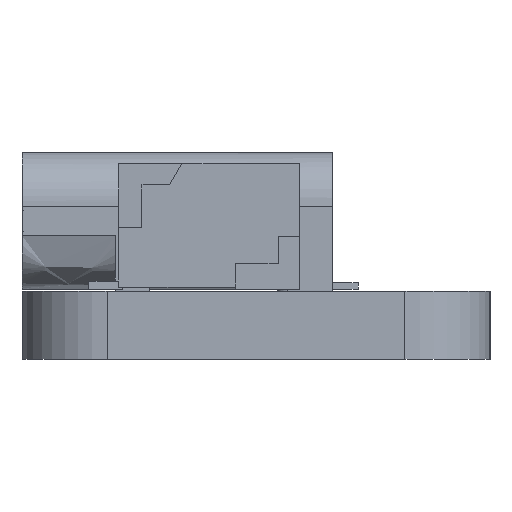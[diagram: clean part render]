
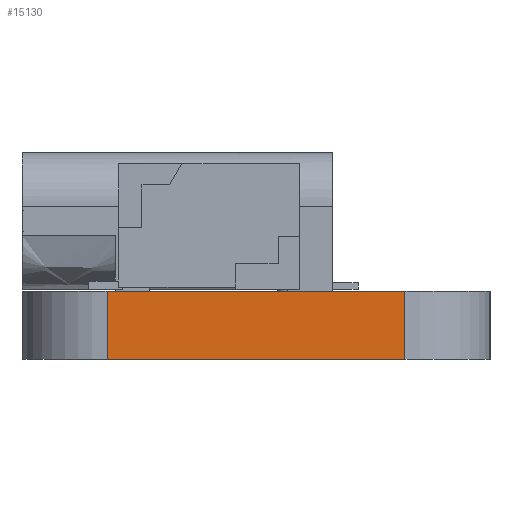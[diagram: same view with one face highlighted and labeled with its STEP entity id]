
A CAD part, left-side view. The second image highlights one B-rep face of the part: STEP entity #15130.
In plain terms, the highlighted planar face has unit normal (-1, 0, 0).
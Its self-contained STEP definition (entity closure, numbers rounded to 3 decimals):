
#14947 = CYLINDRICAL_SURFACE('',#14948,2.);
#14948 = AXIS2_PLACEMENT_3D('',#14949,#14950,#14951);
#14949 = CARTESIAN_POINT('',(-28.5,-2.,0.));
#14950 = DIRECTION('',(-0.,-0.,-1.));
#14951 = DIRECTION('',(1.,0.,-0.));
#14972 = VERTEX_POINT('',#14973);
#14973 = CARTESIAN_POINT('',(-30.5,-2.,1.6));
#14988 = PLANE('',#14989);
#14989 = AXIS2_PLACEMENT_3D('',#14990,#14991,#14992);
#14990 = CARTESIAN_POINT('',(-7.5,-5.5,1.6));
#14991 = DIRECTION('',(0.,0.,1.));
#14992 = DIRECTION('',(1.,0.,-0.));
#15000 = EDGE_CURVE('',#15001,#14972,#15003,.T.);
#15001 = VERTEX_POINT('',#15002);
#15002 = CARTESIAN_POINT('',(-30.5,-2.,0.));
#15003 = SURFACE_CURVE('',#15004,(#15008,#15015),.PCURVE_S1.);
#15004 = LINE('',#15005,#15006);
#15005 = CARTESIAN_POINT('',(-30.5,-2.,0.));
#15006 = VECTOR('',#15007,1.);
#15007 = DIRECTION('',(0.,0.,1.));
#15008 = PCURVE('',#14947,#15009);
#15009 = DEFINITIONAL_REPRESENTATION('',(#15010),#15014);
#15010 = LINE('',#15011,#15012);
#15011 = CARTESIAN_POINT('',(-3.142,0.));
#15012 = VECTOR('',#15013,1.);
#15013 = DIRECTION('',(-0.,-1.));
#15014 = ( GEOMETRIC_REPRESENTATION_CONTEXT(2) 
PARAMETRIC_REPRESENTATION_CONTEXT() REPRESENTATION_CONTEXT('2D SPACE',''
  ) );
#15015 = PCURVE('',#15016,#15021);
#15016 = PLANE('',#15017);
#15017 = AXIS2_PLACEMENT_3D('',#15018,#15019,#15020);
#15018 = CARTESIAN_POINT('',(-30.5,-9.,0.));
#15019 = DIRECTION('',(-1.,0.,0.));
#15020 = DIRECTION('',(0.,1.,0.));
#15021 = DEFINITIONAL_REPRESENTATION('',(#15022),#15026);
#15022 = LINE('',#15023,#15024);
#15023 = CARTESIAN_POINT('',(7.,0.));
#15024 = VECTOR('',#15025,1.);
#15025 = DIRECTION('',(0.,-1.));
#15026 = ( GEOMETRIC_REPRESENTATION_CONTEXT(2) 
PARAMETRIC_REPRESENTATION_CONTEXT() REPRESENTATION_CONTEXT('2D SPACE',''
  ) );
#15043 = PLANE('',#15044);
#15044 = AXIS2_PLACEMENT_3D('',#15045,#15046,#15047);
#15045 = CARTESIAN_POINT('',(-7.5,-5.5,0.));
#15046 = DIRECTION('',(0.,0.,1.));
#15047 = DIRECTION('',(1.,0.,-0.));
#15130 = ADVANCED_FACE('',(#15131),#15016,.T.);
#15131 = FACE_BOUND('',#15132,.T.);
#15132 = EDGE_LOOP('',(#15133,#15163,#15184,#15185));
#15133 = ORIENTED_EDGE('',*,*,#15134,.T.);
#15134 = EDGE_CURVE('',#15135,#15137,#15139,.T.);
#15135 = VERTEX_POINT('',#15136);
#15136 = CARTESIAN_POINT('',(-30.5,-9.,0.));
#15137 = VERTEX_POINT('',#15138);
#15138 = CARTESIAN_POINT('',(-30.5,-9.,1.6));
#15139 = SURFACE_CURVE('',#15140,(#15144,#15151),.PCURVE_S1.);
#15140 = LINE('',#15141,#15142);
#15141 = CARTESIAN_POINT('',(-30.5,-9.,0.));
#15142 = VECTOR('',#15143,1.);
#15143 = DIRECTION('',(0.,0.,1.));
#15144 = PCURVE('',#15016,#15145);
#15145 = DEFINITIONAL_REPRESENTATION('',(#15146),#15150);
#15146 = LINE('',#15147,#15148);
#15147 = CARTESIAN_POINT('',(0.,0.));
#15148 = VECTOR('',#15149,1.);
#15149 = DIRECTION('',(0.,-1.));
#15150 = ( GEOMETRIC_REPRESENTATION_CONTEXT(2) 
PARAMETRIC_REPRESENTATION_CONTEXT() REPRESENTATION_CONTEXT('2D SPACE',''
  ) );
#15151 = PCURVE('',#15152,#15157);
#15152 = CYLINDRICAL_SURFACE('',#15153,2.);
#15153 = AXIS2_PLACEMENT_3D('',#15154,#15155,#15156);
#15154 = CARTESIAN_POINT('',(-28.5,-9.,0.));
#15155 = DIRECTION('',(-0.,-0.,-1.));
#15156 = DIRECTION('',(1.,0.,-0.));
#15157 = DEFINITIONAL_REPRESENTATION('',(#15158),#15162);
#15158 = LINE('',#15159,#15160);
#15159 = CARTESIAN_POINT('',(-3.142,0.));
#15160 = VECTOR('',#15161,1.);
#15161 = DIRECTION('',(-0.,-1.));
#15162 = ( GEOMETRIC_REPRESENTATION_CONTEXT(2) 
PARAMETRIC_REPRESENTATION_CONTEXT() REPRESENTATION_CONTEXT('2D SPACE',''
  ) );
#15163 = ORIENTED_EDGE('',*,*,#15164,.T.);
#15164 = EDGE_CURVE('',#15137,#14972,#15165,.T.);
#15165 = SURFACE_CURVE('',#15166,(#15170,#15177),.PCURVE_S1.);
#15166 = LINE('',#15167,#15168);
#15167 = CARTESIAN_POINT('',(-30.5,-9.,1.6));
#15168 = VECTOR('',#15169,1.);
#15169 = DIRECTION('',(0.,1.,0.));
#15170 = PCURVE('',#15016,#15171);
#15171 = DEFINITIONAL_REPRESENTATION('',(#15172),#15176);
#15172 = LINE('',#15173,#15174);
#15173 = CARTESIAN_POINT('',(0.,-1.6));
#15174 = VECTOR('',#15175,1.);
#15175 = DIRECTION('',(1.,0.));
#15176 = ( GEOMETRIC_REPRESENTATION_CONTEXT(2) 
PARAMETRIC_REPRESENTATION_CONTEXT() REPRESENTATION_CONTEXT('2D SPACE',''
  ) );
#15177 = PCURVE('',#14988,#15178);
#15178 = DEFINITIONAL_REPRESENTATION('',(#15179),#15183);
#15179 = LINE('',#15180,#15181);
#15180 = CARTESIAN_POINT('',(-23.,-3.5));
#15181 = VECTOR('',#15182,1.);
#15182 = DIRECTION('',(0.,1.));
#15183 = ( GEOMETRIC_REPRESENTATION_CONTEXT(2) 
PARAMETRIC_REPRESENTATION_CONTEXT() REPRESENTATION_CONTEXT('2D SPACE',''
  ) );
#15184 = ORIENTED_EDGE('',*,*,#15000,.F.);
#15185 = ORIENTED_EDGE('',*,*,#15186,.F.);
#15186 = EDGE_CURVE('',#15135,#15001,#15187,.T.);
#15187 = SURFACE_CURVE('',#15188,(#15192,#15199),.PCURVE_S1.);
#15188 = LINE('',#15189,#15190);
#15189 = CARTESIAN_POINT('',(-30.5,-9.,0.));
#15190 = VECTOR('',#15191,1.);
#15191 = DIRECTION('',(0.,1.,0.));
#15192 = PCURVE('',#15016,#15193);
#15193 = DEFINITIONAL_REPRESENTATION('',(#15194),#15198);
#15194 = LINE('',#15195,#15196);
#15195 = CARTESIAN_POINT('',(0.,0.));
#15196 = VECTOR('',#15197,1.);
#15197 = DIRECTION('',(1.,0.));
#15198 = ( GEOMETRIC_REPRESENTATION_CONTEXT(2) 
PARAMETRIC_REPRESENTATION_CONTEXT() REPRESENTATION_CONTEXT('2D SPACE',''
  ) );
#15199 = PCURVE('',#15043,#15200);
#15200 = DEFINITIONAL_REPRESENTATION('',(#15201),#15205);
#15201 = LINE('',#15202,#15203);
#15202 = CARTESIAN_POINT('',(-23.,-3.5));
#15203 = VECTOR('',#15204,1.);
#15204 = DIRECTION('',(0.,1.));
#15205 = ( GEOMETRIC_REPRESENTATION_CONTEXT(2) 
PARAMETRIC_REPRESENTATION_CONTEXT() REPRESENTATION_CONTEXT('2D SPACE',''
  ) );
